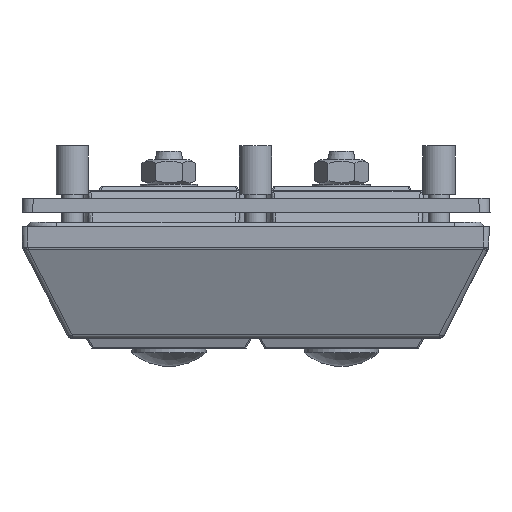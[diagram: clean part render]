
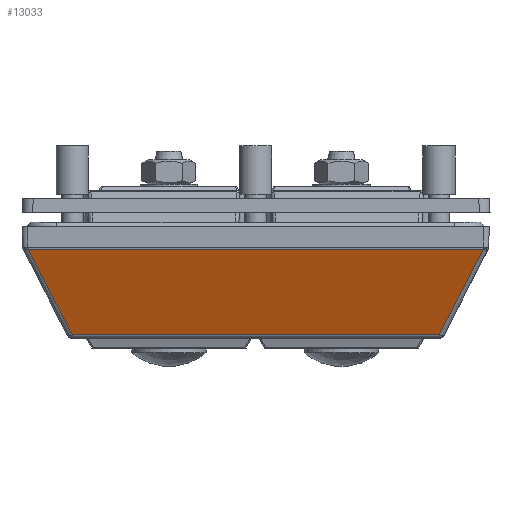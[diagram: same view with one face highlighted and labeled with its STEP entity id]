
A CAD part, left-side view. The second image highlights one B-rep face of the part: STEP entity #13033.
In plain terms, the highlighted planar face has unit normal (-0.924, 0, -0.382).
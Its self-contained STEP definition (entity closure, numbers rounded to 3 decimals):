
#832=PLANE('',#14188);
#1266=LINE('',#19777,#2075);
#1270=LINE('',#19797,#2079);
#1271=LINE('',#19802,#2080);
#1274=LINE('',#19817,#2083);
#2075=VECTOR('',#15836,10.);
#2079=VECTOR('',#15860,10.);
#2080=VECTOR('',#15867,10.);
#2083=VECTOR('',#15892,10.);
#3334=FACE_OUTER_BOUND('',#4135,.T.);
#4135=EDGE_LOOP('',(#9961,#9962,#9963,#9964));
#5459=VERTEX_POINT('',#19774);
#5460=VERTEX_POINT('',#19776);
#5466=VERTEX_POINT('',#19795);
#5467=VERTEX_POINT('',#19800);
#6718=EDGE_CURVE('',#5459,#5460,#1266,.T.);
#6729=EDGE_CURVE('',#5466,#5459,#1270,.T.);
#6732=EDGE_CURVE('',#5467,#5466,#1271,.T.);
#6741=EDGE_CURVE('',#5460,#5467,#1274,.T.);
#9961=ORIENTED_EDGE('',*,*,#6741,.F.);
#9962=ORIENTED_EDGE('',*,*,#6718,.F.);
#9963=ORIENTED_EDGE('',*,*,#6729,.F.);
#9964=ORIENTED_EDGE('',*,*,#6732,.F.);
#13033=ADVANCED_FACE('',(#3334),#832,.F.);
#14188=AXIS2_PLACEMENT_3D('',#23810,#16749,#16750);
#15836=DIRECTION('',(0.,-1.,0.));
#15860=DIRECTION('',(-0.345,0.429,0.835));
#15867=DIRECTION('',(0.,1.,0.));
#15892=DIRECTION('',(0.345,0.429,-0.835));
#16749=DIRECTION('center_axis',(0.924,0.,0.382));
#16750=DIRECTION('ref_axis',(0.382,0.,-0.924));
#19774=CARTESIAN_POINT('',(-114.737,63.319,24.743));
#19776=CARTESIAN_POINT('',(-114.737,-63.319,24.743));
#19777=CARTESIAN_POINT('',(-114.737,0.,24.743));
#19795=CARTESIAN_POINT('',(-104.883,51.084,0.927));
#19797=CARTESIAN_POINT('',(-101.482,46.86,-7.296));
#19800=CARTESIAN_POINT('',(-104.883,-51.084,0.927));
#19802=CARTESIAN_POINT('',(-104.883,0.,0.927));
#19817=CARTESIAN_POINT('',(-106.036,-52.516,3.714));
#23810=CARTESIAN_POINT('Origin',(-104.5,0.,0.));
